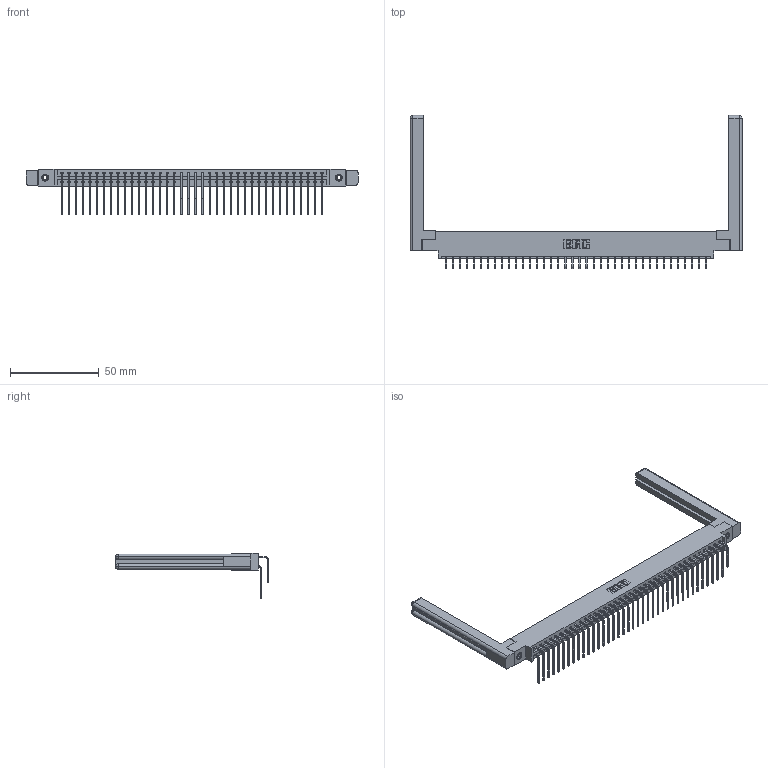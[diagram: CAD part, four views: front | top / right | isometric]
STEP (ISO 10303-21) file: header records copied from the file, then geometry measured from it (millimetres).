
FILE_DESCRIPTION (( 'STEP AP203' ), '1' );
FILE_NAME ('337-076-559-858.STEP', '2019-10-15T13:48:13', ( '' ), ( '' ), 'SwSTEP 2.0', 'SolidWorks 2016', '' );
FILE_SCHEMA (( 'CONFIG_CONTROL_DESIGN' ));
Length unit declared in the file: inch
Products named in the file (6): 345-292-001_558 559 Tail - 1; 337 Part_0.170 Offset - 0.156 Dia-TI; 337-076-559-858; 345-250-001_345-250-001-102; 345-292-001_559 Tail - 2; 307-220-058
Assembly tree (81 placements, depth 2):
  337-076-559-858
    337 Part_0.170 Offset - 0.156 Dia-TI
    345-292-001_558 559 Tail - 1  x38
    345-292-001_559 Tail - 2  x38
    345-250-001_345-250-001-102  x2
    307-220-058  x2
Bounding box: 187.2 x 86.3 x 25.53 mm (x, y, z)
Volume: 27138.4 mm3; surface area: 29922.8 mm2
Topology: 81 solids, 81 shells, 4516 faces, 13369 edges, 8798 vertices
Faces by surface type: plane 3198, cylinder 1294, cone 12, torus 12
Entity records: 34530 total; most frequent: CARTESIAN_POINT 5876, ORIENTED_EDGE 5700, DIRECTION 5002, EDGE_CURVE 2850, VECTOR 2634, LINE 2634, VERTEX_POINT 1890, AXIS2_PLACEMENT_3D 1184
